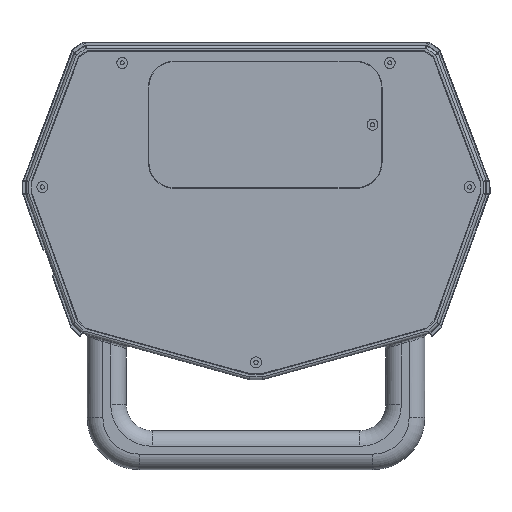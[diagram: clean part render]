
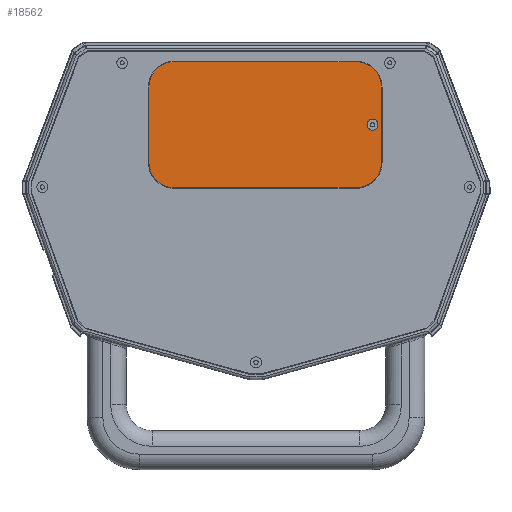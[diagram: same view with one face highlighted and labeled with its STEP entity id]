
A CAD part, front view. The second image highlights one B-rep face of the part: STEP entity #18562.
In plain terms, the highlighted planar face has unit normal (0, -1, 0).
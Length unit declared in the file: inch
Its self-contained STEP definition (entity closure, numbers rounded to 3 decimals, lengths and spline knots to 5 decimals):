
#1490 = VECTOR ( 'NONE', #24382, 39.37008 ) ;
#2534 = ORIENTED_EDGE ( 'NONE', *, *, #9128, .F. ) ;
#3826 = AXIS2_PLACEMENT_3D ( 'NONE', #10676, #25745, #34781 ) ;
#4086 = DIRECTION ( 'NONE',  ( 0., 0., -1. ) ) ;
#4347 = CARTESIAN_POINT ( 'NONE',  ( -1.57317, 0., 0.12514 ) ) ;
#4449 = CARTESIAN_POINT ( 'NONE',  ( 2.41583, 0., 0.61414 ) ) ;
#5103 = CIRCLE ( 'NONE', #3826, 0.489 ) ;
#5936 = EDGE_LOOP ( 'NONE', ( #2534, #10845 ) ) ;
#6041 = EDGE_CURVE ( 'NONE', #26957, #39573, #28437, .T. ) ;
#6115 = CARTESIAN_POINT ( 'NONE',  ( -1.57317, 0., 2.55314 ) ) ;
#6511 = DIRECTION ( 'NONE',  ( 0., 0., 1. ) ) ;
#6630 = CARTESIAN_POINT ( 'NONE',  ( 0., 0., 0. ) ) ;
#6790 = EDGE_CURVE ( 'NONE', #39081, #39131, #15326, .T. ) ;
#6952 = VECTOR ( 'NONE', #29428, 39.37008 ) ;
#7006 = VERTEX_POINT ( 'NONE', #10702 ) ;
#8107 = CARTESIAN_POINT ( 'NONE',  ( -1.57317, 0., 2.55314 ) ) ;
#8502 = CIRCLE ( 'NONE', #10410, 0.489 ) ;
#8635 = DIRECTION ( 'NONE',  ( 0., -1., 0. ) ) ;
#9128 = EDGE_CURVE ( 'NONE', #39573, #26957, #38590, .T. ) ;
#9218 = CARTESIAN_POINT ( 'NONE',  ( 2.24333, 0., 1.33914 ) ) ;
#9379 = EDGE_CURVE ( 'NONE', #24395, #38078, #39256, .T. ) ;
#9507 = CARTESIAN_POINT ( 'NONE',  ( 1.92683, 0., 2.06414 ) ) ;
#10410 = AXIS2_PLACEMENT_3D ( 'NONE', #9507, #19144, #6511 ) ;
#10676 = CARTESIAN_POINT ( 'NONE',  ( 1.92683, 0., 0.61414 ) ) ;
#10702 = CARTESIAN_POINT ( 'NONE',  ( -2.06217, 0., 2.06414 ) ) ;
#10845 = ORIENTED_EDGE ( 'NONE', *, *, #6041, .F. ) ;
#11754 = AXIS2_PLACEMENT_3D ( 'NONE', #9218, #8635, #36736 ) ;
#13198 = LINE ( 'NONE', #4347, #14180 ) ;
#13261 = CARTESIAN_POINT ( 'NONE',  ( 2.24333, 0., 1.23414 ) ) ;
#13299 = CARTESIAN_POINT ( 'NONE',  ( -1.57317, 0., 0.12514 ) ) ;
#13544 = LINE ( 'NONE', #38469, #6952 ) ;
#13556 = CARTESIAN_POINT ( 'NONE',  ( 1.92683, 0., 0.12514 ) ) ;
#13942 = DIRECTION ( 'NONE',  ( 0., 0., 1. ) ) ;
#14180 = VECTOR ( 'NONE', #29277, 39.37008 ) ;
#14583 = DIRECTION ( 'NONE',  ( 0., 0., 1. ) ) ;
#15326 = LINE ( 'NONE', #6115, #1490 ) ;
#15510 = AXIS2_PLACEMENT_3D ( 'NONE', #33763, #22278, #36970 ) ;
#16024 = FACE_OUTER_BOUND ( 'NONE', #33543, .T. ) ;
#18240 = ORIENTED_EDGE ( 'NONE', *, *, #29620, .T. ) ;
#18562 = ADVANCED_FACE ( 'NONE', ( #31315, #16024 ), #21898, .F. ) ;
#18858 = EDGE_CURVE ( 'NONE', #39131, #7006, #35525, .T. ) ;
#19144 = DIRECTION ( 'NONE',  ( 0., -1., 0. ) ) ;
#19744 = VERTEX_POINT ( 'NONE', #4449 ) ;
#20322 = CARTESIAN_POINT ( 'NONE',  ( 2.24333, 0., 1.33914 ) ) ;
#20446 = ORIENTED_EDGE ( 'NONE', *, *, #9379, .T. ) ;
#20598 = CARTESIAN_POINT ( 'NONE',  ( -1.57317, 0., 2.06414 ) ) ;
#21136 = EDGE_CURVE ( 'NONE', #7006, #24395, #13544, .T. ) ;
#21898 = PLANE ( 'NONE',  #33770 ) ;
#22278 = DIRECTION ( 'NONE',  ( 0., -1., 0. ) ) ;
#22804 = EDGE_CURVE ( 'NONE', #19744, #34929, #30460, .T. ) ;
#23328 = DIRECTION ( 'NONE',  ( 0., -1., 0. ) ) ;
#23642 = CARTESIAN_POINT ( 'NONE',  ( 2.41583, 0., 2.06414 ) ) ;
#24122 = ORIENTED_EDGE ( 'NONE', *, *, #21136, .T. ) ;
#24382 = DIRECTION ( 'NONE',  ( -1., 0., 0. ) ) ;
#24395 = VERTEX_POINT ( 'NONE', #27618 ) ;
#24554 = ORIENTED_EDGE ( 'NONE', *, *, #32784, .T. ) ;
#25516 = ORIENTED_EDGE ( 'NONE', *, *, #22804, .T. ) ;
#25745 = DIRECTION ( 'NONE',  ( 0., -1., 0. ) ) ;
#26957 = VERTEX_POINT ( 'NONE', #36831 ) ;
#27618 = CARTESIAN_POINT ( 'NONE',  ( -2.06217, 0., 0.61414 ) ) ;
#28437 = CIRCLE ( 'NONE', #11754, 0.105 ) ;
#29021 = EDGE_CURVE ( 'NONE', #38078, #30952, #13198, .T. ) ;
#29271 = ORIENTED_EDGE ( 'NONE', *, *, #18858, .T. ) ;
#29277 = DIRECTION ( 'NONE',  ( 1., 0., 0. ) ) ;
#29428 = DIRECTION ( 'NONE',  ( 0., 0., -1. ) ) ;
#29591 = ORIENTED_EDGE ( 'NONE', *, *, #29021, .T. ) ;
#29620 = EDGE_CURVE ( 'NONE', #34929, #39081, #8502, .T. ) ;
#30460 = LINE ( 'NONE', #23642, #33105 ) ;
#30952 = VERTEX_POINT ( 'NONE', #13556 ) ;
#31004 = AXIS2_PLACEMENT_3D ( 'NONE', #20598, #35261, #13942 ) ;
#31315 = FACE_BOUND ( 'NONE', #5936, .T. ) ;
#32714 = ORIENTED_EDGE ( 'NONE', *, *, #6790, .T. ) ;
#32784 = EDGE_CURVE ( 'NONE', #30952, #19744, #5103, .T. ) ;
#33105 = VECTOR ( 'NONE', #14583, 39.37008 ) ;
#33543 = EDGE_LOOP ( 'NONE', ( #24122, #20446, #29591, #24554, #25516, #18240, #32714, #29271 ) ) ;
#33763 = CARTESIAN_POINT ( 'NONE',  ( -1.57317, 0., 0.61414 ) ) ;
#33770 = AXIS2_PLACEMENT_3D ( 'NONE', #6630, #34147, #36962 ) ;
#34147 = DIRECTION ( 'NONE',  ( 0., 1., 0. ) ) ;
#34239 = CARTESIAN_POINT ( 'NONE',  ( 1.92683, 0., 2.55314 ) ) ;
#34781 = DIRECTION ( 'NONE',  ( 0., 0., 1. ) ) ;
#34929 = VERTEX_POINT ( 'NONE', #36433 ) ;
#35261 = DIRECTION ( 'NONE',  ( 0., -1., 0. ) ) ;
#35525 = CIRCLE ( 'NONE', #31004, 0.489 ) ;
#36021 = AXIS2_PLACEMENT_3D ( 'NONE', #20322, #23328, #4086 ) ;
#36433 = CARTESIAN_POINT ( 'NONE',  ( 2.41583, 0., 2.06414 ) ) ;
#36736 = DIRECTION ( 'NONE',  ( 0., 0., -1. ) ) ;
#36831 = CARTESIAN_POINT ( 'NONE',  ( 2.24333, 0., 1.44414 ) ) ;
#36962 = DIRECTION ( 'NONE',  ( 0., 0., 1. ) ) ;
#36970 = DIRECTION ( 'NONE',  ( 0., 0., 1. ) ) ;
#38078 = VERTEX_POINT ( 'NONE', #13299 ) ;
#38469 = CARTESIAN_POINT ( 'NONE',  ( -2.06217, 0., 2.06414 ) ) ;
#38590 = CIRCLE ( 'NONE', #36021, 0.105 ) ;
#39081 = VERTEX_POINT ( 'NONE', #34239 ) ;
#39131 = VERTEX_POINT ( 'NONE', #8107 ) ;
#39256 = CIRCLE ( 'NONE', #15510, 0.489 ) ;
#39573 = VERTEX_POINT ( 'NONE', #13261 ) ;
